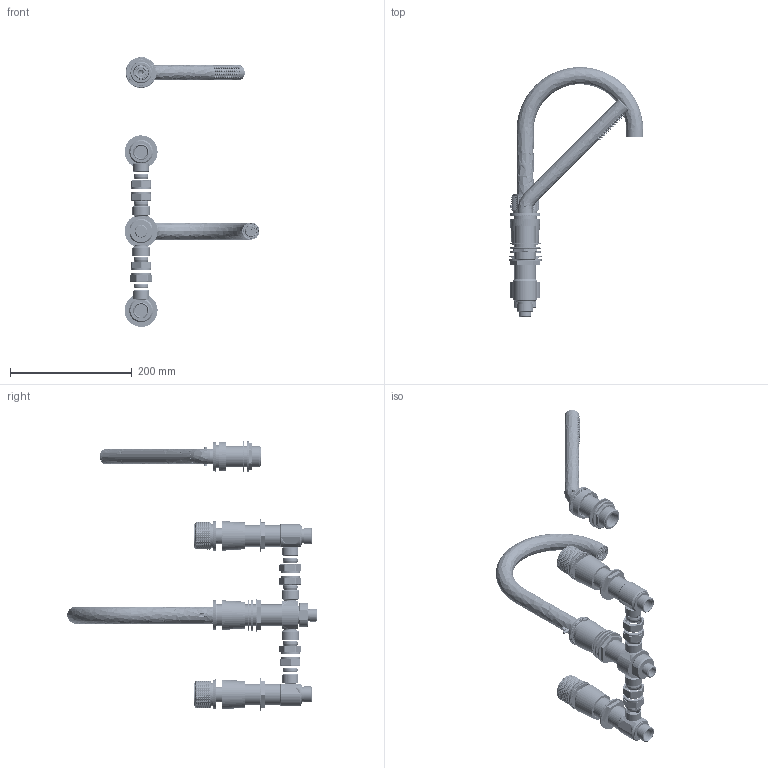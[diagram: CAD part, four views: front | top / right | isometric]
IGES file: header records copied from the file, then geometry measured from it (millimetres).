
Global section: file name: T20K48-CPR; native system: Autodesk Inventor 2020; preprocessor: unknown; author: camerond; date: 20221207.092846; units: millimetre
Bounding box: 220.97 x 409.59 x 442.35 mm (x, y, z)
Volume: 795701.4 mm3; surface area: 472098.5 mm2
Topology: 103 solids, 113 shells, 7785 faces, 20312 edges, 12951 vertices
Faces by surface type: bspline 7785
